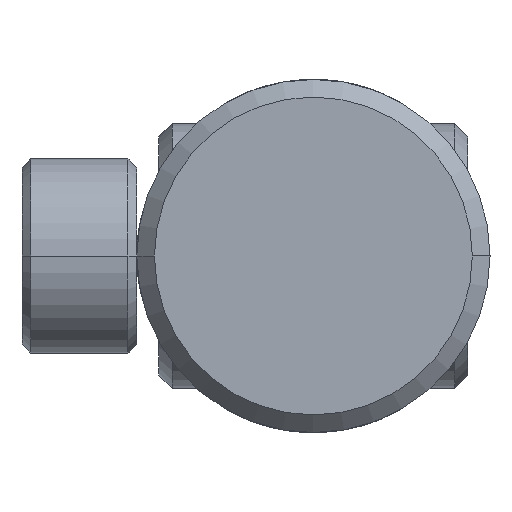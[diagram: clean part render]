
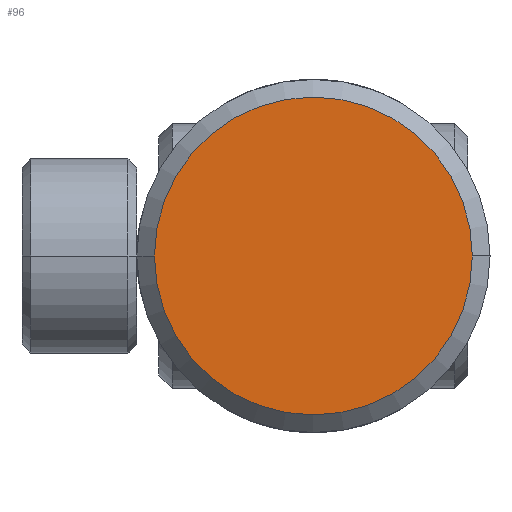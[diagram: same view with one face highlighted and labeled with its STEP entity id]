
A CAD part, left-side view. The second image highlights one B-rep face of the part: STEP entity #96.
In plain terms, the highlighted planar face has unit normal (-1, 0, 0).
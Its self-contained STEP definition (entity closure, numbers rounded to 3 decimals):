
#29 = FACE_OUTER_BOUND ( 'NONE', #825, .T. ) ;
#96 = ADVANCED_FACE ( 'NONE', ( #29 ), #1654, .T. ) ;
#328 = AXIS2_PLACEMENT_3D ( 'NONE', #1134, #1196, #1628 ) ;
#825 = EDGE_LOOP ( 'NONE', ( #1961, #1978 ) ) ;
#1134 = CARTESIAN_POINT ( 'NONE',  ( 0., 0., 0. ) ) ;
#1174 = AXIS2_PLACEMENT_3D ( 'NONE', #2010, #3624, #1408 ) ;
#1196 = DIRECTION ( 'NONE',  ( 1., 0., 0. ) ) ;
#1220 = DIRECTION ( 'NONE',  ( 1., 0., 0. ) ) ;
#1270 = CARTESIAN_POINT ( 'NONE',  ( 0., 18., 0. ) ) ;
#1310 = CIRCLE ( 'NONE', #3335, 18. ) ;
#1408 = DIRECTION ( 'NONE',  ( 0., -1., 0. ) ) ;
#1516 = EDGE_CURVE ( 'NONE', #2837, #3596, #2290, .T. ) ;
#1628 = DIRECTION ( 'NONE',  ( 0., 1., 0. ) ) ;
#1654 = PLANE ( 'NONE',  #1174 ) ;
#1961 = ORIENTED_EDGE ( 'NONE', *, *, #3455, .F. ) ;
#1978 = ORIENTED_EDGE ( 'NONE', *, *, #1516, .F. ) ;
#2010 = CARTESIAN_POINT ( 'NONE',  ( 0., 0., 0. ) ) ;
#2290 = CIRCLE ( 'NONE', #328, 18. ) ;
#2837 = VERTEX_POINT ( 'NONE', #3945 ) ;
#3127 = CARTESIAN_POINT ( 'NONE',  ( 0., 0., 0. ) ) ;
#3335 = AXIS2_PLACEMENT_3D ( 'NONE', #3127, #1220, #3457 ) ;
#3455 = EDGE_CURVE ( 'NONE', #3596, #2837, #1310, .T. ) ;
#3457 = DIRECTION ( 'NONE',  ( 0., 1., 0. ) ) ;
#3596 = VERTEX_POINT ( 'NONE', #1270 ) ;
#3624 = DIRECTION ( 'NONE',  ( -1., 0., 0. ) ) ;
#3945 = CARTESIAN_POINT ( 'NONE',  ( 0., -18., 0. ) ) ;
